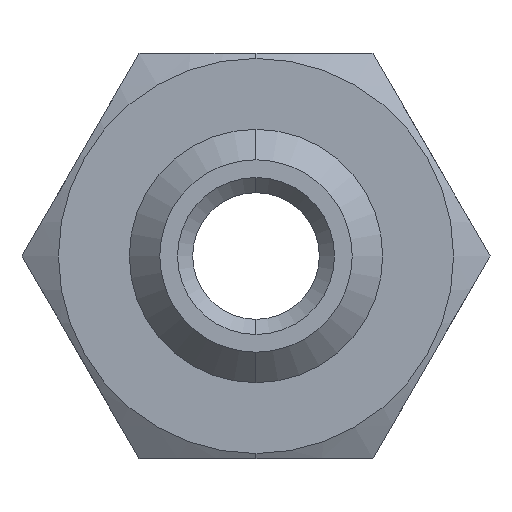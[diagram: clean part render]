
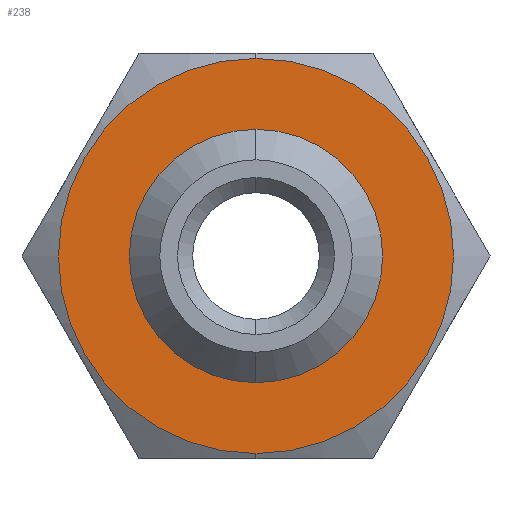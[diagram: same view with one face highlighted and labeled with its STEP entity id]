
A CAD part, front view. The second image highlights one B-rep face of the part: STEP entity #238.
In plain terms, the highlighted planar face has unit normal (0, -1, 0).
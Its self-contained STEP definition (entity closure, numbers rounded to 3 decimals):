
#1 = DIRECTION ( 'NONE',  ( 0., 0., -1. ) ) ;
#2 = DIRECTION ( 'NONE',  ( 0., -1., 0. ) ) ;
#3 = CARTESIAN_POINT ( 'NONE',  ( 0., 5., 0. ) ) ;
#4 = DIRECTION ( 'NONE',  ( 0., 0., -1. ) ) ;
#5 = DIRECTION ( 'NONE',  ( 0., -1., 0. ) ) ;
#6 = CARTESIAN_POINT ( 'NONE',  ( 0., 5., 0. ) ) ;
#149 = EDGE_CURVE ( 'NONE', #840, #869, #954, .T. ) ;
#150 = EDGE_CURVE ( 'NONE', #864, #866, #955, .T. ) ;
#214 = EDGE_CURVE ( 'NONE', #866, #864, #939, .T. ) ;
#219 = EDGE_CURVE ( 'NONE', #869, #840, #933, .T. ) ;
#238 = ADVANCED_FACE ( 'NONE', ( #842, #839 ), #612, .T. ) ;
#560 = CARTESIAN_POINT ( 'NONE',  ( 0., 5., -2.5 ) ) ;
#565 = CARTESIAN_POINT ( 'NONE',  ( 0., 5., -3.9 ) ) ;
#566 = CARTESIAN_POINT ( 'NONE',  ( 0., 5., 3.9 ) ) ;
#567 = CARTESIAN_POINT ( 'NONE',  ( 0., 5., 2.5 ) ) ;
#612 = PLANE ( 'NONE',  #1037 ) ;
#615 = CARTESIAN_POINT ( 'NONE',  ( 2.5, 5., 0. ) ) ;
#616 = DIRECTION ( 'NONE',  ( 0., 0., -1. ) ) ;
#617 = DIRECTION ( 'NONE',  ( 0., -1., 0. ) ) ;
#687 = ORIENTED_EDGE ( 'NONE', *, *, #214, .T. ) ;
#689 = ORIENTED_EDGE ( 'NONE', *, *, #150, .T. ) ;
#690 = ORIENTED_EDGE ( 'NONE', *, *, #149, .F. ) ;
#691 = ORIENTED_EDGE ( 'NONE', *, *, #219, .F. ) ;
#754 = EDGE_LOOP ( 'NONE', ( #690, #691 ) ) ;
#755 = EDGE_LOOP ( 'NONE', ( #687, #689 ) ) ;
#839 = FACE_BOUND ( 'NONE', #754, .T. ) ;
#840 = VERTEX_POINT ( 'NONE', #560 ) ;
#842 = FACE_OUTER_BOUND ( 'NONE', #755, .T. ) ;
#864 = VERTEX_POINT ( 'NONE', #565 ) ;
#866 = VERTEX_POINT ( 'NONE', #566 ) ;
#869 = VERTEX_POINT ( 'NONE', #567 ) ;
#932 = AXIS2_PLACEMENT_3D ( 'NONE', #1113, #1112, #1110 ) ;
#933 = CIRCLE ( 'NONE', #932, 2.5 ) ;
#934 = AXIS2_PLACEMENT_3D ( 'NONE', #1144, #1143, #1141 ) ;
#939 = CIRCLE ( 'NONE', #934, 3.9 ) ;
#954 = CIRCLE ( 'NONE', #956, 2.5 ) ;
#955 = CIRCLE ( 'NONE', #957, 3.9 ) ;
#956 = AXIS2_PLACEMENT_3D ( 'NONE', #6, #5, #4 ) ;
#957 = AXIS2_PLACEMENT_3D ( 'NONE', #3, #2, #1 ) ;
#1037 = AXIS2_PLACEMENT_3D ( 'NONE', #615, #617, #616 ) ;
#1110 = DIRECTION ( 'NONE',  ( 0., 0., -1. ) ) ;
#1112 = DIRECTION ( 'NONE',  ( 0., -1., 0. ) ) ;
#1113 = CARTESIAN_POINT ( 'NONE',  ( 0., 5., 0. ) ) ;
#1141 = DIRECTION ( 'NONE',  ( 0., 0., -1. ) ) ;
#1143 = DIRECTION ( 'NONE',  ( 0., -1., 0. ) ) ;
#1144 = CARTESIAN_POINT ( 'NONE',  ( 0., 5., 0. ) ) ;
